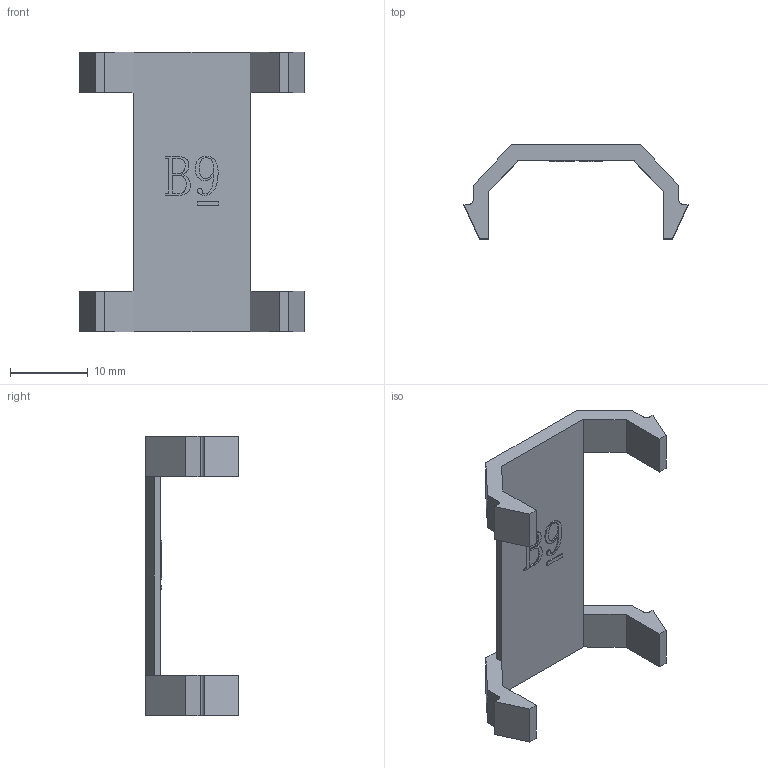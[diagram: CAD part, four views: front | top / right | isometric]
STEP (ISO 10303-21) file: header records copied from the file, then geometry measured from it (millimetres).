
FILE_DESCRIPTION (( 'STEP AP214' ), '1' );
FILE_NAME ('JXHSV06-01019-d Wire Clip.step', '2023-06-08T06:46:13', ( '微软用户' ), ( '微软中国' ), 'SwSTEP 2.0', 'SolidWorks 2020', '' );
FILE_SCHEMA (( 'AUTOMOTIVE_DESIGN' ));
Length unit declared in the file: millimetre
Products named in the file (1): JXHSV06-01019-d Wire Clip
Bounding box: 28.9 x 12.1 x 36 mm (x, y, z)
Volume: 1592.3 mm3; surface area: 2038.9 mm2
Topology: 1 solids, 1 shells, 95 faces, 258 edges, 172 vertices
Faces by surface type: plane 62, bspline 27, cylinder 4, torus 2
Entity records: 4438 total; most frequent: CARTESIAN_POINT 2129, ORIENTED_EDGE 516, DIRECTION 356, EDGE_CURVE 258, VECTOR 190, LINE 190, VERTEX_POINT 172, EDGE_LOOP 102
